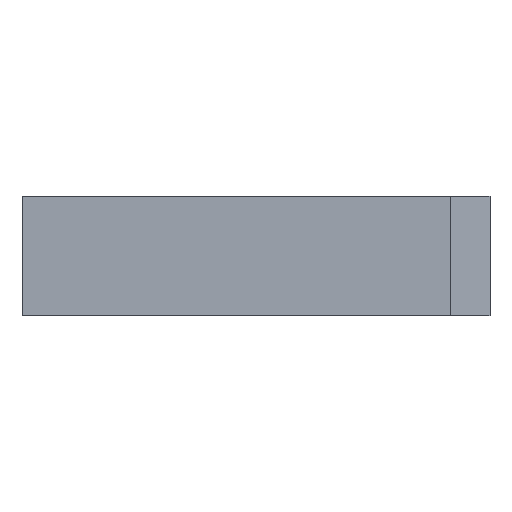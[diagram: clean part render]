
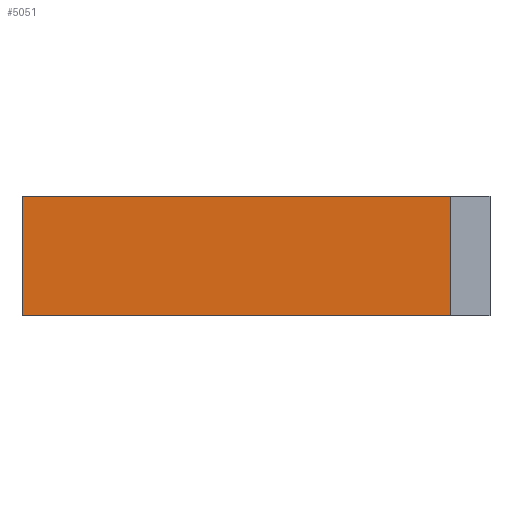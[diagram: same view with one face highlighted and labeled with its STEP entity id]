
A CAD part, left-side view. The second image highlights one B-rep face of the part: STEP entity #5051.
In plain terms, the highlighted planar face has unit normal (-1, 0, 0).
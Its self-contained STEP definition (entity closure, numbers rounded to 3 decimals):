
#22 = VERTEX_POINT('',#23);
#23 = CARTESIAN_POINT('',(223.25,323.,
    62.));
#31 = PLANE('',#32);
#32 = AXIS2_PLACEMENT_3D('',#33,#34,#35);
#33 = CARTESIAN_POINT('',(227.77,318.48,
    75.32));
#34 = DIRECTION('',(-0.707,-0.707,0.)
  );
#35 = DIRECTION('',(-0.707,0.707,0.));
#42 = PLANE('',#43);
#43 = AXIS2_PLACEMENT_3D('',#44,#45,#46);
#44 = CARTESIAN_POINT('',(270.12,314.18,
    62.));
#45 = DIRECTION('',(0.,0.,-1.));
#46 = DIRECTION('',(-1.,0.,0.));
#79 = VERTEX_POINT('',#80);
#80 = CARTESIAN_POINT('',(223.25,323.,
    74.));
#92 = PLANE('',#93);
#93 = AXIS2_PLACEMENT_3D('',#94,#95,#96);
#94 = CARTESIAN_POINT('',(218.88,314.18,
    74.));
#95 = DIRECTION('',(0.,0.,1.));
#96 = DIRECTION('',(1.,0.,0.));
#103 = EDGE_CURVE('',#79,#22,#104,.T.);
#104 = SURFACE_CURVE('',#105,(#108,#114),.PCURVE_S1.);
#105 = B_SPLINE_CURVE_WITH_KNOTS('',1,(#106,#107),.UNSPECIFIED.,.F.,.F.,
  (2,2),(0.,12.),.PIECEWISE_BEZIER_KNOTS.);
#106 = CARTESIAN_POINT('',(223.25,323.,
    74.));
#107 = CARTESIAN_POINT('',(223.25,323.,
    62.));
#108 = PCURVE('',#31,#109);
#109 = DEFINITIONAL_REPRESENTATION('',(#110),#113);
#110 = B_SPLINE_CURVE_WITH_KNOTS('',1,(#111,#112),.UNSPECIFIED.,.F.,.F.,
  (2,2),(0.,12.),.PIECEWISE_BEZIER_KNOTS.);
#111 = CARTESIAN_POINT('',(6.392,1.32));
#112 = CARTESIAN_POINT('',(6.392,13.32));
#113 = ( GEOMETRIC_REPRESENTATION_CONTEXT(2) 
PARAMETRIC_REPRESENTATION_CONTEXT() REPRESENTATION_CONTEXT('2D SPACE',''
  ) );
#114 = PCURVE('',#115,#120);
#115 = PLANE('',#116);
#116 = AXIS2_PLACEMENT_3D('',#117,#118,#119);
#117 = CARTESIAN_POINT('',(223.25,318.58,
    75.32));
#118 = DIRECTION('',(-1.,0.,0.));
#119 = DIRECTION('',(0.,1.,0.));
#120 = DEFINITIONAL_REPRESENTATION('',(#121),#124);
#121 = B_SPLINE_CURVE_WITH_KNOTS('',1,(#122,#123),.UNSPECIFIED.,.F.,.F.,
  (2,2),(0.,12.),.PIECEWISE_BEZIER_KNOTS.);
#122 = CARTESIAN_POINT('',(4.42,1.32));
#123 = CARTESIAN_POINT('',(4.42,13.32));
#124 = ( GEOMETRIC_REPRESENTATION_CONTEXT(2) 
PARAMETRIC_REPRESENTATION_CONTEXT() REPRESENTATION_CONTEXT('2D SPACE',''
  ) );
#197 = EDGE_CURVE('',#22,#198,#200,.T.);
#198 = VERTEX_POINT('',#199);
#199 = CARTESIAN_POINT('',(223.25,366.,
    62.));
#200 = SURFACE_CURVE('',#201,(#204,#210),.PCURVE_S1.);
#201 = B_SPLINE_CURVE_WITH_KNOTS('',1,(#202,#203),.UNSPECIFIED.,.F.,.F.,
  (2,2),(0.,43.),.PIECEWISE_BEZIER_KNOTS.);
#202 = CARTESIAN_POINT('',(223.25,323.,
    62.));
#203 = CARTESIAN_POINT('',(223.25,366.,
    62.));
#204 = PCURVE('',#42,#205);
#205 = DEFINITIONAL_REPRESENTATION('',(#206),#209);
#206 = B_SPLINE_CURVE_WITH_KNOTS('',1,(#207,#208),.UNSPECIFIED.,.F.,.F.,
  (2,2),(0.,43.),.PIECEWISE_BEZIER_KNOTS.);
#207 = CARTESIAN_POINT('',(46.87,8.82));
#208 = CARTESIAN_POINT('',(46.87,51.82));
#209 = ( GEOMETRIC_REPRESENTATION_CONTEXT(2) 
PARAMETRIC_REPRESENTATION_CONTEXT() REPRESENTATION_CONTEXT('2D SPACE',''
  ) );
#210 = PCURVE('',#115,#211);
#211 = DEFINITIONAL_REPRESENTATION('',(#212),#215);
#212 = B_SPLINE_CURVE_WITH_KNOTS('',1,(#213,#214),.UNSPECIFIED.,.F.,.F.,
  (2,2),(0.,43.),.PIECEWISE_BEZIER_KNOTS.);
#213 = CARTESIAN_POINT('',(4.42,13.32));
#214 = CARTESIAN_POINT('',(47.42,13.32));
#215 = ( GEOMETRIC_REPRESENTATION_CONTEXT(2) 
PARAMETRIC_REPRESENTATION_CONTEXT() REPRESENTATION_CONTEXT('2D SPACE',''
  ) );
#231 = PLANE('',#232);
#232 = AXIS2_PLACEMENT_3D('',#233,#234,#235);
#233 = CARTESIAN_POINT('',(218.88,366.,
    75.32));
#234 = DIRECTION('',(0.,1.,0.));
#235 = DIRECTION('',(-1.,0.,0.));
#966 = VERTEX_POINT('',#967);
#967 = CARTESIAN_POINT('',(223.25,366.,
    74.));
#985 = EDGE_CURVE('',#966,#79,#986,.T.);
#986 = SURFACE_CURVE('',#987,(#990,#996),.PCURVE_S1.);
#987 = B_SPLINE_CURVE_WITH_KNOTS('',1,(#988,#989),.UNSPECIFIED.,.F.,.F.,
  (2,2),(0.,43.),.PIECEWISE_BEZIER_KNOTS.);
#988 = CARTESIAN_POINT('',(223.25,366.,
    74.));
#989 = CARTESIAN_POINT('',(223.25,323.,
    74.));
#990 = PCURVE('',#92,#991);
#991 = DEFINITIONAL_REPRESENTATION('',(#992),#995);
#992 = B_SPLINE_CURVE_WITH_KNOTS('',1,(#993,#994),.UNSPECIFIED.,.F.,.F.,
  (2,2),(0.,43.),.PIECEWISE_BEZIER_KNOTS.);
#993 = CARTESIAN_POINT('',(4.37,51.82));
#994 = CARTESIAN_POINT('',(4.37,8.82));
#995 = ( GEOMETRIC_REPRESENTATION_CONTEXT(2) 
PARAMETRIC_REPRESENTATION_CONTEXT() REPRESENTATION_CONTEXT('2D SPACE',''
  ) );
#996 = PCURVE('',#115,#997);
#997 = DEFINITIONAL_REPRESENTATION('',(#998),#1001);
#998 = B_SPLINE_CURVE_WITH_KNOTS('',1,(#999,#1000),.UNSPECIFIED.,.F.,.F.
  ,(2,2),(0.,43.),.PIECEWISE_BEZIER_KNOTS.);
#999 = CARTESIAN_POINT('',(47.42,1.32));
#1000 = CARTESIAN_POINT('',(4.42,1.32));
#1001 = ( GEOMETRIC_REPRESENTATION_CONTEXT(2) 
PARAMETRIC_REPRESENTATION_CONTEXT() REPRESENTATION_CONTEXT('2D SPACE',''
  ) );
#4847 = EDGE_CURVE('',#198,#966,#4848,.T.);
#4848 = SURFACE_CURVE('',#4849,(#4852,#4858),.PCURVE_S1.);
#4849 = B_SPLINE_CURVE_WITH_KNOTS('',1,(#4850,#4851),.UNSPECIFIED.,.F.,
  .F.,(2,2),(0.,12.),.PIECEWISE_BEZIER_KNOTS.);
#4850 = CARTESIAN_POINT('',(223.25,366.,
    62.));
#4851 = CARTESIAN_POINT('',(223.25,366.,
    74.));
#4852 = PCURVE('',#231,#4853);
#4853 = DEFINITIONAL_REPRESENTATION('',(#4854),#4857);
#4854 = B_SPLINE_CURVE_WITH_KNOTS('',1,(#4855,#4856),.UNSPECIFIED.,.F.,
  .F.,(2,2),(0.,12.),.PIECEWISE_BEZIER_KNOTS.);
#4855 = CARTESIAN_POINT('',(-4.37,-13.32));
#4856 = CARTESIAN_POINT('',(-4.37,-1.32));
#4857 = ( GEOMETRIC_REPRESENTATION_CONTEXT(2) 
PARAMETRIC_REPRESENTATION_CONTEXT() REPRESENTATION_CONTEXT('2D SPACE',''
  ) );
#4858 = PCURVE('',#115,#4859);
#4859 = DEFINITIONAL_REPRESENTATION('',(#4860),#4863);
#4860 = B_SPLINE_CURVE_WITH_KNOTS('',1,(#4861,#4862),.UNSPECIFIED.,.F.,
  .F.,(2,2),(0.,12.),.PIECEWISE_BEZIER_KNOTS.);
#4861 = CARTESIAN_POINT('',(47.42,13.32));
#4862 = CARTESIAN_POINT('',(47.42,1.32));
#4863 = ( GEOMETRIC_REPRESENTATION_CONTEXT(2) 
PARAMETRIC_REPRESENTATION_CONTEXT() REPRESENTATION_CONTEXT('2D SPACE',''
  ) );
#5051 = ADVANCED_FACE('',(#5052),#115,.T.);
#5052 = FACE_BOUND('',#5053,.T.);
#5053 = EDGE_LOOP('',(#5054,#5055,#5056,#5057));
#5054 = ORIENTED_EDGE('',*,*,#103,.F.);
#5055 = ORIENTED_EDGE('',*,*,#985,.F.);
#5056 = ORIENTED_EDGE('',*,*,#4847,.F.);
#5057 = ORIENTED_EDGE('',*,*,#197,.F.);
